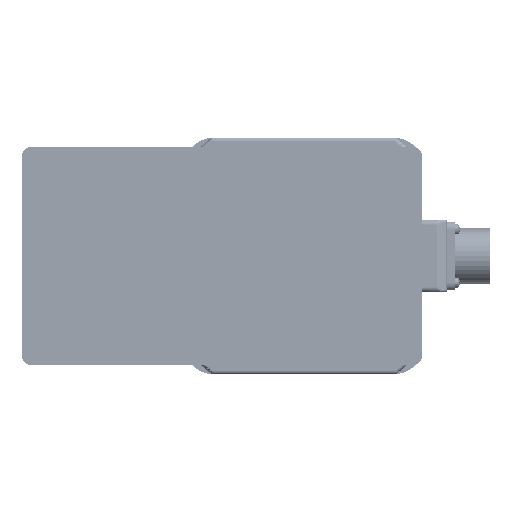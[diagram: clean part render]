
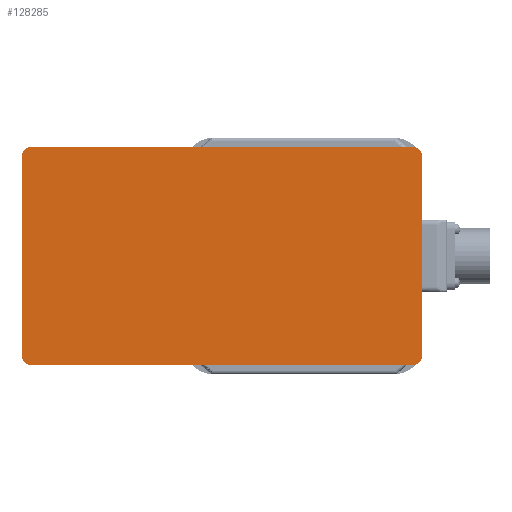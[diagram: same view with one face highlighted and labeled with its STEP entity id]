
A CAD part, front view. The second image highlights one B-rep face of the part: STEP entity #128285.
In plain terms, the highlighted face is planar.
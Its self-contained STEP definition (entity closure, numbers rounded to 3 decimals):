
#2615 = VERTEX_POINT ( 'NONE', #35435 ) ;
#3057 = ORIENTED_EDGE ( 'NONE', *, *, #116086, .T. ) ;
#5418 = EDGE_CURVE ( 'NONE', #2615, #40425, #17691, .T. ) ;
#5742 = VERTEX_POINT ( 'NONE', #102904 ) ;
#10946 = CARTESIAN_POINT ( 'NONE',  ( 55., 170., -119. ) ) ;
#13002 = EDGE_CURVE ( 'NONE', #74690, #52245, #102827, .T. ) ;
#14088 = ORIENTED_EDGE ( 'NONE', *, *, #107945, .T. ) ;
#14591 = ORIENTED_EDGE ( 'NONE', *, *, #13002, .T. ) ;
#17691 = CIRCLE ( 'NONE', #102948, 5. ) ;
#25270 = VECTOR ( 'NONE', #169084, 1000. ) ;
#26400 = LINE ( 'NONE', #106465, #97563 ) ;
#30045 = AXIS2_PLACEMENT_3D ( 'NONE', #142553, #76330, #101291 ) ;
#33302 = DIRECTION ( 'NONE',  ( 0., -1., 0. ) ) ;
#34422 = LINE ( 'NONE', #114492, #100032 ) ;
#35435 = CARTESIAN_POINT ( 'NONE',  ( 55., 175., -119. ) ) ;
#37768 = DIRECTION ( 'NONE',  ( -1., 0., 0. ) ) ;
#39314 = DIRECTION ( 'NONE',  ( -1., 0., 0. ) ) ;
#40425 = VERTEX_POINT ( 'NONE', #80509 ) ;
#42960 = ORIENTED_EDGE ( 'NONE', *, *, #68840, .T. ) ;
#49019 = DIRECTION ( 'NONE',  ( -1., 0., 0. ) ) ;
#49342 = AXIS2_PLACEMENT_3D ( 'NONE', #78250, #130729, #37768 ) ;
#52245 = VERTEX_POINT ( 'NONE', #131409 ) ;
#53114 = DIRECTION ( 'NONE',  ( -1., 0., 0. ) ) ;
#63161 = CARTESIAN_POINT ( 'NONE',  ( -60., -40., -119. ) ) ;
#64079 = CARTESIAN_POINT ( 'NONE',  ( -55., 175., -119. ) ) ;
#64865 = EDGE_CURVE ( 'NONE', #52245, #2615, #156174, .T. ) ;
#67618 = DIRECTION ( 'NONE',  ( 0., 0., -1. ) ) ;
#68840 = EDGE_CURVE ( 'NONE', #133905, #74690, #34422, .T. ) ;
#70766 = VERTEX_POINT ( 'NONE', #98525 ) ;
#74690 = VERTEX_POINT ( 'NONE', #84182 ) ;
#76330 = DIRECTION ( 'NONE',  ( 0., 0., -1. ) ) ;
#78250 = CARTESIAN_POINT ( 'NONE',  ( -55., -40., -119. ) ) ;
#78505 = AXIS2_PLACEMENT_3D ( 'NONE', #95133, #67618, #82214 ) ;
#80509 = CARTESIAN_POINT ( 'NONE',  ( 60., 170., -119. ) ) ;
#82214 = DIRECTION ( 'NONE',  ( -1., 0., 0. ) ) ;
#83310 = LINE ( 'NONE', #151281, #102846 ) ;
#84182 = CARTESIAN_POINT ( 'NONE',  ( -60., 170., -119. ) ) ;
#84980 = ORIENTED_EDGE ( 'NONE', *, *, #126005, .T. ) ;
#86994 = DIRECTION ( 'NONE',  ( 0., 1., 0. ) ) ;
#88350 = ORIENTED_EDGE ( 'NONE', *, *, #157202, .T. ) ;
#95133 = CARTESIAN_POINT ( 'NONE',  ( 55., -40., -119. ) ) ;
#97563 = VECTOR ( 'NONE', #53114, 1000. ) ;
#98525 = CARTESIAN_POINT ( 'NONE',  ( 55., -45., -119. ) ) ;
#100032 = VECTOR ( 'NONE', #86994, 1000. ) ;
#101291 = DIRECTION ( 'NONE',  ( -1., 0., 0. ) ) ;
#102827 = CIRCLE ( 'NONE', #163264, 5. ) ;
#102846 = VECTOR ( 'NONE', #33302, 1000. ) ;
#102904 = CARTESIAN_POINT ( 'NONE',  ( -55., -45., -119. ) ) ;
#102948 = AXIS2_PLACEMENT_3D ( 'NONE', #10946, #168481, #39314 ) ;
#103816 = ORIENTED_EDGE ( 'NONE', *, *, #64865, .T. ) ;
#104301 = CIRCLE ( 'NONE', #30045, 5. ) ;
#105481 = PLANE ( 'NONE',  #78505 ) ;
#106465 = CARTESIAN_POINT ( 'NONE',  ( 55., -45., -119. ) ) ;
#107167 = FACE_OUTER_BOUND ( 'NONE', #164254, .T. ) ;
#107945 = EDGE_CURVE ( 'NONE', #70766, #5742, #26400, .T. ) ;
#112481 = CIRCLE ( 'NONE', #49342, 5. ) ;
#114492 = CARTESIAN_POINT ( 'NONE',  ( -60., -40., -119. ) ) ;
#116086 = EDGE_CURVE ( 'NONE', #5742, #133905, #112481, .T. ) ;
#126005 = EDGE_CURVE ( 'NONE', #40425, #133436, #83310, .T. ) ;
#128285 = ADVANCED_FACE ( 'NONE', ( #107167 ), #105481, .T. ) ;
#130668 = ORIENTED_EDGE ( 'NONE', *, *, #5418, .T. ) ;
#130729 = DIRECTION ( 'NONE',  ( 0., 0., -1. ) ) ;
#131409 = CARTESIAN_POINT ( 'NONE',  ( -55., 175., -119. ) ) ;
#133436 = VERTEX_POINT ( 'NONE', #138331 ) ;
#133905 = VERTEX_POINT ( 'NONE', #63161 ) ;
#138331 = CARTESIAN_POINT ( 'NONE',  ( 60., -40., -119. ) ) ;
#141126 = DIRECTION ( 'NONE',  ( 0., 0., -1. ) ) ;
#142553 = CARTESIAN_POINT ( 'NONE',  ( 55., -40., -119. ) ) ;
#151281 = CARTESIAN_POINT ( 'NONE',  ( 60., 170., -119. ) ) ;
#153197 = CARTESIAN_POINT ( 'NONE',  ( -55., 170., -119. ) ) ;
#156174 = LINE ( 'NONE', #64079, #25270 ) ;
#157202 = EDGE_CURVE ( 'NONE', #133436, #70766, #104301, .T. ) ;
#163264 = AXIS2_PLACEMENT_3D ( 'NONE', #153197, #141126, #49019 ) ;
#164254 = EDGE_LOOP ( 'NONE', ( #88350, #14088, #3057, #42960, #14591, #103816, #130668, #84980 ) ) ;
#168481 = DIRECTION ( 'NONE',  ( 0., 0., -1. ) ) ;
#169084 = DIRECTION ( 'NONE',  ( 1., 0., 0. ) ) ;
